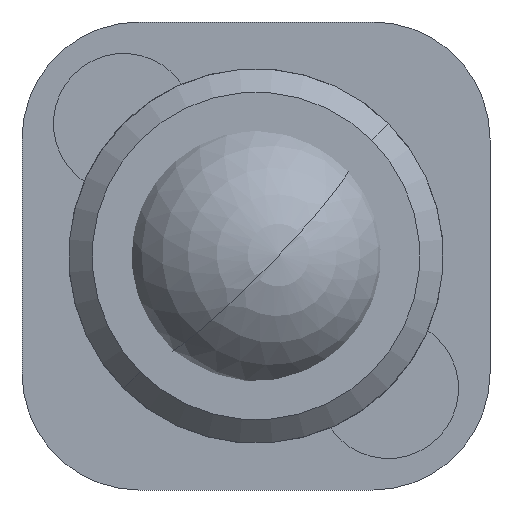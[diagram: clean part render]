
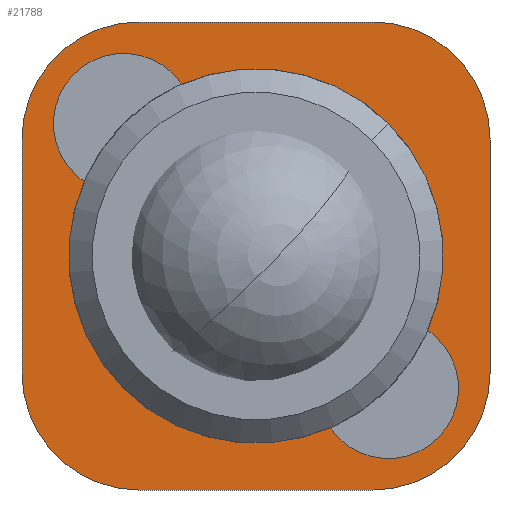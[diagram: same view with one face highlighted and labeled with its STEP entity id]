
A CAD part, front view. The second image highlights one B-rep face of the part: STEP entity #21788.
In plain terms, the highlighted planar face has unit normal (0, -1, 0).
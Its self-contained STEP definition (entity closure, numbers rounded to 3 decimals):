
#19353=CARTESIAN_POINT('',(5.657,0.,5.657));
#19354=DIRECTION('',(0.,-1.,0.));
#19355=DIRECTION('',(-1.,0.,0.));
#19356=AXIS2_PLACEMENT_3D('',#19353,#19354,#19355);
#19361=CARTESIAN_POINT('',(5.657,0.,5.657));
#19362=DIRECTION('',(0.,-1.,0.));
#19363=DIRECTION('',(1.,0.,0.));
#19364=AXIS2_PLACEMENT_3D('',#19361,#19362,#19363);
#19369=CARTESIAN_POINT('',(-5.657,0.,-5.657));
#19370=DIRECTION('',(0.,-1.,0.));
#19371=DIRECTION('',(-1.,0.,0.));
#19372=AXIS2_PLACEMENT_3D('',#19369,#19370,#19371);
#19377=CARTESIAN_POINT('',(-5.657,0.,-5.657));
#19378=DIRECTION('',(0.,-1.,0.));
#19379=DIRECTION('',(1.,0.,0.));
#19380=AXIS2_PLACEMENT_3D('',#19377,#19378,#19379);
#19385=DIRECTION('',(0.,0.,-1.));
#19386=VECTOR('',#19385,10.);
#19387=CARTESIAN_POINT('',(-10.,0.,5.));
#19388=LINE('',#19387,#19386);
#19392=CARTESIAN_POINT('',(-5.,0.,5.));
#19393=DIRECTION('',(0.,-1.,0.));
#19394=DIRECTION('',(0.,0.,1.));
#19395=AXIS2_PLACEMENT_3D('',#19392,#19393,#19394);
#19400=DIRECTION('',(-1.,0.,0.));
#19401=VECTOR('',#19400,10.);
#19402=CARTESIAN_POINT('',(5.,0.,10.));
#19403=LINE('',#19402,#19401);
#19407=CARTESIAN_POINT('',(5.,0.,5.));
#19408=DIRECTION('',(0.,-1.,0.));
#19409=DIRECTION('',(1.,0.,0.));
#19410=AXIS2_PLACEMENT_3D('',#19407,#19408,#19409);
#19415=DIRECTION('',(0.,0.,1.));
#19416=VECTOR('',#19415,10.);
#19417=CARTESIAN_POINT('',(10.,0.,-5.));
#19418=LINE('',#19417,#19416);
#19422=CARTESIAN_POINT('',(5.,0.,-5.));
#19423=DIRECTION('',(0.,-1.,0.));
#19424=DIRECTION('',(0.,0.,-1.));
#19425=AXIS2_PLACEMENT_3D('',#19422,#19423,#19424);
#19430=DIRECTION('',(1.,0.,0.));
#19431=VECTOR('',#19430,10.);
#19432=CARTESIAN_POINT('',(-5.,0.,-10.));
#19433=LINE('',#19432,#19431);
#19437=CARTESIAN_POINT('',(-5.,0.,-5.));
#19438=DIRECTION('',(0.,-1.,0.));
#19439=DIRECTION('',(-1.,0.,0.));
#19440=AXIS2_PLACEMENT_3D('',#19437,#19438,#19439);
#20767=CARTESIAN_POINT('',(5.,0.,-10.));
#20769=VERTEX_POINT('',#20767);
#20779=CARTESIAN_POINT('',(-10.,0.,-5.));
#20781=VERTEX_POINT('',#20779);
#20788=CARTESIAN_POINT('',(-10.,0.,5.));
#20790=VERTEX_POINT('',#20788);
#20821=CARTESIAN_POINT('',(10.,0.,-5.));
#20822=CARTESIAN_POINT('',(10.,0.,5.));
#20823=VERTEX_POINT('',#20821);
#20824=VERTEX_POINT('',#20822);
#20845=CARTESIAN_POINT('',(-5.,0.,-10.));
#20846=VERTEX_POINT('',#20845);
#20847=CARTESIAN_POINT('',(5.,0.,10.));
#20848=CARTESIAN_POINT('',(-5.,0.,10.));
#20849=VERTEX_POINT('',#20847);
#20850=VERTEX_POINT('',#20848);
#21151=CARTESIAN_POINT('',(-6.807,0.,-5.657));
#21152=CARTESIAN_POINT('',(-4.507,0.,-5.657));
#21153=VERTEX_POINT('',#21151);
#21154=VERTEX_POINT('',#21152);
#21155=CARTESIAN_POINT('',(4.507,0.,5.657));
#21156=CARTESIAN_POINT('',(6.807,0.,5.657));
#21157=VERTEX_POINT('',#21155);
#21158=VERTEX_POINT('',#21156);
#21755=CARTESIAN_POINT('',(0.,0.,0.));
#21756=DIRECTION('',(0.,-1.,0.));
#21757=DIRECTION('',(0.,0.,-1.));
#21758=AXIS2_PLACEMENT_3D('',#21755,#21756,#21757);
#21759=PLANE('',#21758);
#21761=ORIENTED_EDGE('',*,*,#21760,.F.);
#21763=ORIENTED_EDGE('',*,*,#21762,.F.);
#21765=ORIENTED_EDGE('',*,*,#21764,.F.);
#21767=ORIENTED_EDGE('',*,*,#21766,.F.);
#21769=ORIENTED_EDGE('',*,*,#21768,.F.);
#21771=ORIENTED_EDGE('',*,*,#21770,.F.);
#21773=ORIENTED_EDGE('',*,*,#21772,.F.);
#21775=ORIENTED_EDGE('',*,*,#21774,.F.);
#21776=EDGE_LOOP('',(#21761,#21763,#21765,#21767,#21769,#21771,#21773,#21775));
#21777=FACE_OUTER_BOUND('',#21776,.F.);
#21779=ORIENTED_EDGE('',*,*,#21778,.T.);
#21781=ORIENTED_EDGE('',*,*,#21780,.T.);
#21782=EDGE_LOOP('',(#21779,#21781));
#21783=FACE_BOUND('',#21782,.F.);
#21784=ORIENTED_EDGE('',*,*,#21735,.T.);
#21785=ORIENTED_EDGE('',*,*,#21749,.T.);
#21786=EDGE_LOOP('',(#21784,#21785));
#21787=FACE_BOUND('',#21786,.F.);
#19357=CIRCLE('',#19356,1.15);
#19365=CIRCLE('',#19364,1.15);
#19373=CIRCLE('',#19372,1.15);
#19381=CIRCLE('',#19380,1.15);
#19396=CIRCLE('',#19395,5.);
#19411=CIRCLE('',#19410,5.);
#19426=CIRCLE('',#19425,5.);
#19441=CIRCLE('',#19440,5.);
#21735=EDGE_CURVE('',#21157,#21158,#19357,.T.);
#21749=EDGE_CURVE('',#21158,#21157,#19365,.T.);
#21760=EDGE_CURVE('',#20790,#20781,#19388,.T.);
#21762=EDGE_CURVE('',#20850,#20790,#19396,.T.);
#21764=EDGE_CURVE('',#20849,#20850,#19403,.T.);
#21766=EDGE_CURVE('',#20824,#20849,#19411,.T.);
#21768=EDGE_CURVE('',#20823,#20824,#19418,.T.);
#21770=EDGE_CURVE('',#20769,#20823,#19426,.T.);
#21772=EDGE_CURVE('',#20846,#20769,#19433,.T.);
#21774=EDGE_CURVE('',#20781,#20846,#19441,.T.);
#21778=EDGE_CURVE('',#21153,#21154,#19373,.T.);
#21780=EDGE_CURVE('',#21154,#21153,#19381,.T.);
#21788=ADVANCED_FACE('',(#21777,#21783,#21787),#21759,.T.);
